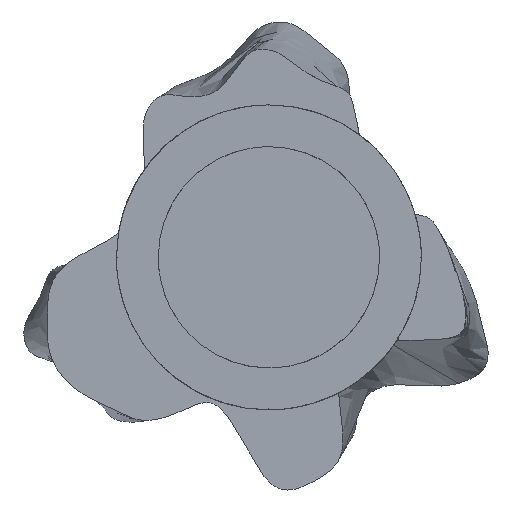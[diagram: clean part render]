
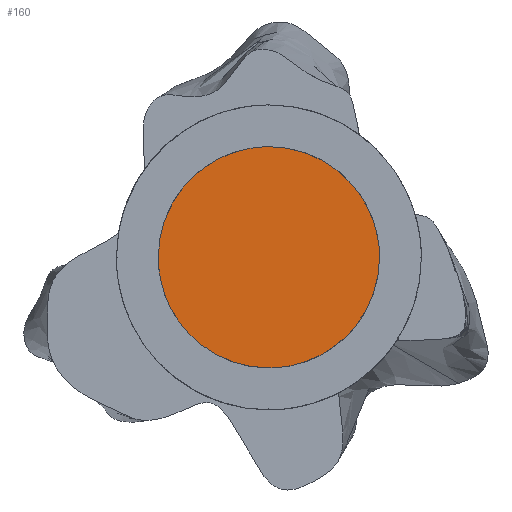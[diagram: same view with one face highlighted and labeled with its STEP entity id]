
A CAD part, top view. The second image highlights one B-rep face of the part: STEP entity #160.
In plain terms, the highlighted planar face has unit normal (0, 0, 1).
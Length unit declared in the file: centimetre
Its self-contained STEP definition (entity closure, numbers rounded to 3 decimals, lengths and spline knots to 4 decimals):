
#120=(
BOUNDED_CURVE()
B_SPLINE_CURVE(2,(#2626,#2627,#2628),.UNSPECIFIED.,.F.,.F.)
B_SPLINE_CURVE_WITH_KNOTS((3,3),(0.,103.6726),.UNSPECIFIED.)
CURVE()
GEOMETRIC_REPRESENTATION_ITEM()
RATIONAL_B_SPLINE_CURVE((1.,0.707,1.))
REPRESENTATION_ITEM($)
);
#124=(
BOUNDED_CURVE()
B_SPLINE_CURVE(2,(#2635,#2636,#2637),.UNSPECIFIED.,.F.,.F.)
B_SPLINE_CURVE_WITH_KNOTS((3,3),(103.6726,207.3451),.UNSPECIFIED.)
CURVE()
GEOMETRIC_REPRESENTATION_ITEM()
RATIONAL_B_SPLINE_CURVE((1.,0.707,1.))
REPRESENTATION_ITEM($)
);
#126=(
BOUNDED_CURVE()
B_SPLINE_CURVE(2,(#2640,#2641,#2642),.UNSPECIFIED.,.F.,.F.)
B_SPLINE_CURVE_WITH_KNOTS((3,3),(103.6726,207.3451),.UNSPECIFIED.)
CURVE()
GEOMETRIC_REPRESENTATION_ITEM()
RATIONAL_B_SPLINE_CURVE((1.,0.707,1.))
REPRESENTATION_ITEM($)
);
#129=(
BOUNDED_CURVE()
B_SPLINE_CURVE(2,(#2661,#2662,#2663),.UNSPECIFIED.,.F.,.F.)
B_SPLINE_CURVE_WITH_KNOTS((3,3),(0.,103.6726),.UNSPECIFIED.)
CURVE()
GEOMETRIC_REPRESENTATION_ITEM()
RATIONAL_B_SPLINE_CURVE((1.,0.707,1.))
REPRESENTATION_ITEM($)
);
#160=ADVANCED_FACE($,(#232),#1043,.T.);
#232=FACE_OUTER_BOUND($,#304,.T.);
#304=EDGE_LOOP($,(#398,#399,#400,#401));
#398=ORIENTED_EDGE($,*,*,#887,.F.);
#399=ORIENTED_EDGE($,*,*,#891,.F.);
#400=ORIENTED_EDGE($,*,*,#885,.F.);
#401=ORIENTED_EDGE($,*,*,#881,.F.);
#881=EDGE_CURVE($,#928,#1018,#120,.T.);
#885=EDGE_CURVE($,#1018,#1019,#124,.T.);
#887=EDGE_CURVE($,#1020,#928,#126,.T.);
#891=EDGE_CURVE($,#1019,#1020,#129,.T.);
#928=VERTEX_POINT($,#2964);
#1018=VERTEX_POINT($,#3054);
#1019=VERTEX_POINT($,#3055);
#1020=VERTEX_POINT($,#3056);
#1043=PLANE($,#1253);
#1253=AXIS2_PLACEMENT_3D($,#2664,#1271,$);
#1271=DIRECTION($,(0.,0.,1.));
#2626=CARTESIAN_POINT($,(0.,66.,0.));
#2627=CARTESIAN_POINT($,(66.,66.,0.));
#2628=CARTESIAN_POINT($,(66.,0.,0.));
#2635=CARTESIAN_POINT($,(66.,0.,0.));
#2636=CARTESIAN_POINT($,(66.,-66.,0.));
#2637=CARTESIAN_POINT($,(0.,-66.,0.));
#2640=CARTESIAN_POINT($,(-66.,0.,0.));
#2641=CARTESIAN_POINT($,(-66.,66.,0.));
#2642=CARTESIAN_POINT($,(0.,66.,0.));
#2661=CARTESIAN_POINT($,(0.,-66.,0.));
#2662=CARTESIAN_POINT($,(-66.,-66.,0.));
#2663=CARTESIAN_POINT($,(-66.,0.,0.));
#2664=CARTESIAN_POINT($,(-66.,66.,0.));
#2964=CARTESIAN_POINT($,(0.,66.,0.));
#3054=CARTESIAN_POINT($,(66.,0.,0.));
#3055=CARTESIAN_POINT($,(0.,-66.,0.));
#3056=CARTESIAN_POINT($,(-66.,0.,0.));
